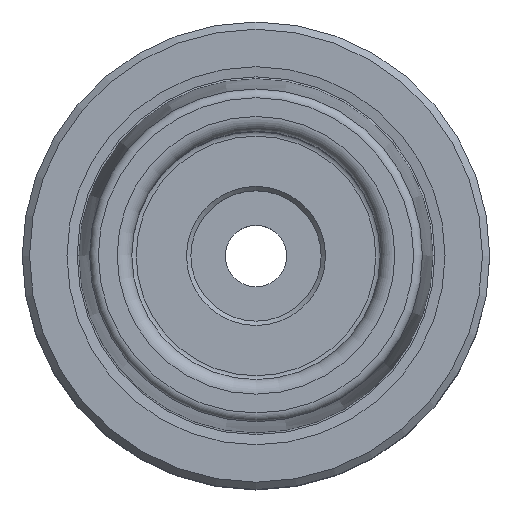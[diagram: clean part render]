
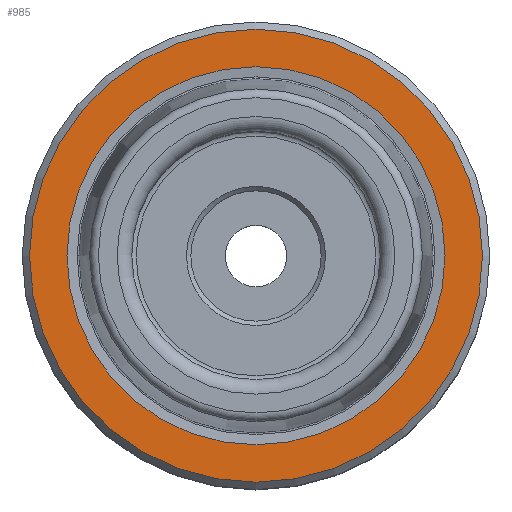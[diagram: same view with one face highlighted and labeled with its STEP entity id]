
A CAD part, top view. The second image highlights one B-rep face of the part: STEP entity #985.
In plain terms, the highlighted planar face has unit normal (0, 0, 1).
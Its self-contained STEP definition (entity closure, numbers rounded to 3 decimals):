
#57=PLANE('',#1077);
#115=ORIENTED_EDGE('',*,*,#203,.T.);
#116=ORIENTED_EDGE('',*,*,#202,.F.);
#202=EDGE_CURVE('',#257,#257,#312,.T.);
#203=EDGE_CURVE('',#258,#258,#313,.T.);
#257=VERTEX_POINT('',#1441);
#258=VERTEX_POINT('',#1444);
#312=CIRCLE('',#1076,12.94);
#313=CIRCLE('',#1078,15.5);
#390=EDGE_LOOP('',(#115));
#391=EDGE_LOOP('',(#116));
#500=FACE_BOUND('',#390,.T.);
#501=FACE_BOUND('',#391,.T.);
#985=ADVANCED_FACE('',(#500,#501),#57,.T.);
#1076=AXIS2_PLACEMENT_3D('',#1440,#1246,#1247);
#1077=AXIS2_PLACEMENT_3D('',#1442,#1248,#1249);
#1078=AXIS2_PLACEMENT_3D('',#1443,#1250,#1251);
#1246=DIRECTION('',(0.,0.,1.));
#1247=DIRECTION('',(1.,0.,0.));
#1248=DIRECTION('',(0.,0.,1.));
#1249=DIRECTION('',(1.,0.,0.));
#1250=DIRECTION('',(0.,0.,1.));
#1251=DIRECTION('',(1.,0.,0.));
#1440=CARTESIAN_POINT('',(0.,0.,0.));
#1441=CARTESIAN_POINT('',(12.94,0.,0.));
#1442=CARTESIAN_POINT('',(12.94,0.,0.));
#1443=CARTESIAN_POINT('',(0.,0.,0.));
#1444=CARTESIAN_POINT('',(15.5,0.,0.));
